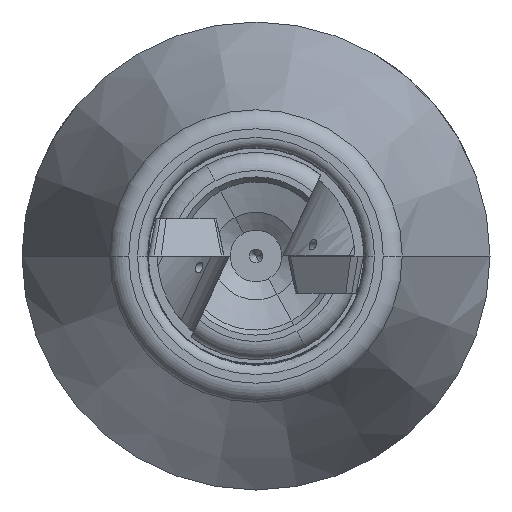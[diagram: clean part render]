
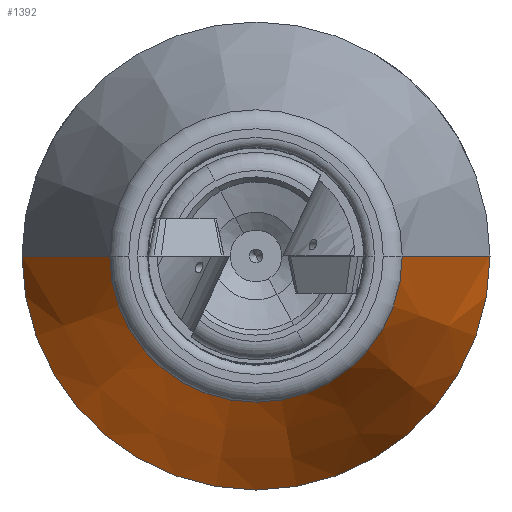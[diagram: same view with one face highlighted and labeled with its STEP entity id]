
A CAD part, front view. The second image highlights one B-rep face of the part: STEP entity #1392.
In plain terms, the highlighted conical face has half-angle 19.892 degrees and reference radius 27.875 mm.
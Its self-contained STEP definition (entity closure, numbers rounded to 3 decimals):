
#1014=CARTESIAN_POINT('',(22.,0.,-34.75));
#1015=VERTEX_POINT('',#1014);
#1022=CARTESIAN_POINT('',(22.,-0.,34.75));
#1023=VERTEX_POINT('',#1022);
#1024=CARTESIAN_POINT('',(22.,0.,0.));
#1025=DIRECTION('',(-1.,0.,0.));
#1026=DIRECTION('',(0.,0.,-1.));
#1027=AXIS2_PLACEMENT_3D('',#1024,#1025,#1026);
#1028=CIRCLE('',#1027,34.75);
#1029=EDGE_CURVE('',#1015,#1023,#1028,.T.);
#1336=CARTESIAN_POINT('',(58.021,0.,21.716));
#1337=VERTEX_POINT('',#1336);
#1346=CARTESIAN_POINT('',(58.021,-0.,-21.716));
#1347=VERTEX_POINT('',#1346);
#1365=CARTESIAN_POINT('',(41.,0.,0.));
#1366=DIRECTION('',(-1.,0.,0.));
#1367=DIRECTION('',(0.,0.,-1.));
#1368=AXIS2_PLACEMENT_3D('',#1365,#1366,#1367);
#1369=CONICAL_SURFACE('',#1368,27.875,19.892);
#1370=CARTESIAN_POINT('',(22.,0.,-34.75));
#1371=DIRECTION('',(0.94,0.,0.34));
#1372=VECTOR('',#1371,38.306);
#1373=LINE('',#1370,#1372);
#1374=EDGE_CURVE('',#1015,#1347,#1373,.T.);
#1375=ORIENTED_EDGE('',*,*,#1374,.T.);
#1376=CARTESIAN_POINT('',(58.021,0.,0.));
#1377=DIRECTION('',(1.,0.,-0.));
#1378=DIRECTION('',(0.,0.,1.));
#1379=AXIS2_PLACEMENT_3D('',#1376,#1377,#1378);
#1380=CIRCLE('',#1379,21.716);
#1381=EDGE_CURVE('',#1337,#1347,#1380,.T.);
#1382=ORIENTED_EDGE('',*,*,#1381,.F.);
#1383=CARTESIAN_POINT('',(58.021,0.,21.716));
#1384=DIRECTION('',(-0.94,0.,0.34));
#1385=VECTOR('',#1384,38.306);
#1386=LINE('',#1383,#1385);
#1387=EDGE_CURVE('',#1337,#1023,#1386,.T.);
#1388=ORIENTED_EDGE('',*,*,#1387,.T.);
#1389=ORIENTED_EDGE('',*,*,#1029,.F.);
#1390=EDGE_LOOP('',(#1375,#1382,#1388,#1389));
#1391=FACE_BOUND('',#1390,.T.);
#1392=ADVANCED_FACE('',(#1391),#1369,.T.);
